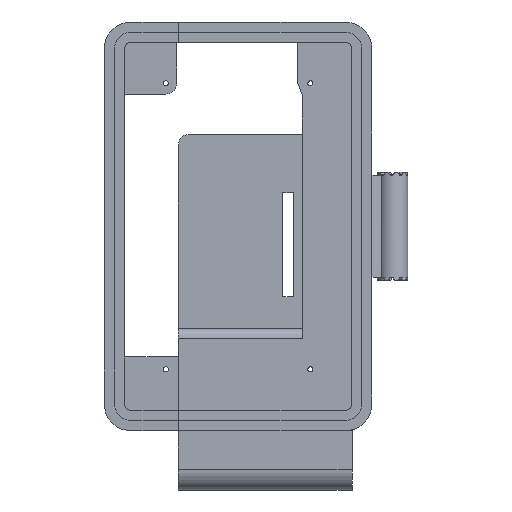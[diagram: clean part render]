
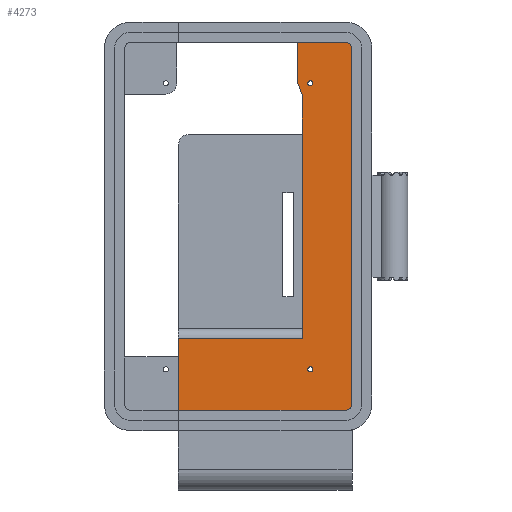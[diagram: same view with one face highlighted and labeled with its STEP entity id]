
A CAD part, top view. The second image highlights one B-rep face of the part: STEP entity #4273.
In plain terms, the highlighted planar face has unit normal (0, 0, 1).
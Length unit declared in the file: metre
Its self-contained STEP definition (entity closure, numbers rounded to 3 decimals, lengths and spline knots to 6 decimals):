
#265=LINE('',#5814,#462);
#268=LINE('',#5820,#465);
#271=LINE('',#5826,#468);
#277=LINE('',#5843,#474);
#308=LINE('',#5934,#505);
#316=LINE('',#5948,#513);
#321=LINE('',#5957,#518);
#322=LINE('',#5958,#519);
#462=VECTOR('',#4949,1.);
#465=VECTOR('',#4954,1.);
#468=VECTOR('',#4959,1.);
#474=VECTOR('',#4973,1.);
#505=VECTOR('',#5074,1.);
#513=VECTOR('',#5086,1.);
#518=VECTOR('',#5093,1.);
#519=VECTOR('',#5094,1.);
#1299=ORIENTED_EDGE('',*,*,#2510,.T.);
#1300=ORIENTED_EDGE('',*,*,#2509,.T.);
#1301=ORIENTED_EDGE('',*,*,#2557,.T.);
#1302=ORIENTED_EDGE('',*,*,#2562,.F.);
#1303=ORIENTED_EDGE('',*,*,#2507,.T.);
#1304=ORIENTED_EDGE('',*,*,#2504,.T.);
#1305=ORIENTED_EDGE('',*,*,#2501,.T.);
#1306=ORIENTED_EDGE('',*,*,#2563,.T.);
#1307=ORIENTED_EDGE('',*,*,#2496,.F.);
#1308=ORIENTED_EDGE('',*,*,#2493,.T.);
#1309=ORIENTED_EDGE('',*,*,#2490,.F.);
#1310=ORIENTED_EDGE('',*,*,#2549,.T.);
#2490=EDGE_CURVE('',#3156,#3157,#265,.T.);
#2493=EDGE_CURVE('',#3159,#3157,#268,.T.);
#2496=EDGE_CURVE('',#3159,#3161,#271,.T.);
#2501=EDGE_CURVE('',#3166,#3165,#3550,.T.);
#2504=EDGE_CURVE('',#3168,#3166,#277,.T.);
#2507=EDGE_CURVE('',#3170,#3168,#3552,.T.);
#2509=EDGE_CURVE('',#3171,#3171,#3553,.T.);
#2510=EDGE_CURVE('',#3172,#3172,#3554,.T.);
#2549=EDGE_CURVE('',#3156,#3192,#308,.T.);
#2557=EDGE_CURVE('',#3192,#3197,#316,.T.);
#2562=EDGE_CURVE('',#3170,#3197,#321,.T.);
#2563=EDGE_CURVE('',#3165,#3161,#322,.T.);
#3156=VERTEX_POINT('',#5813);
#3157=VERTEX_POINT('',#5815);
#3159=VERTEX_POINT('',#5821);
#3161=VERTEX_POINT('',#5827);
#3165=VERTEX_POINT('',#5836);
#3166=VERTEX_POINT('',#5838);
#3168=VERTEX_POINT('',#5844);
#3170=VERTEX_POINT('',#5850);
#3171=VERTEX_POINT('',#5854);
#3172=VERTEX_POINT('',#5857);
#3192=VERTEX_POINT('',#5933);
#3197=VERTEX_POINT('',#5949);
#3550=CIRCLE('',#4570,0.003);
#3552=CIRCLE('',#4574,0.003);
#3553=CIRCLE('',#4576,0.00125);
#3554=CIRCLE('',#4578,0.00125);
#3676=EDGE_LOOP('',(#1299));
#3677=EDGE_LOOP('',(#1300));
#3678=EDGE_LOOP('',(#1301,#1302,#1303,#1304,#1305,#1306,#1307,#1308,#1309,
#1310));
#3947=FACE_BOUND('',#3676,.T.);
#3948=FACE_BOUND('',#3677,.T.);
#3949=FACE_BOUND('',#3678,.T.);
#4181=PLANE('',#4609);
#4273=ADVANCED_FACE('',(#3947,#3948,#3949),#4181,.F.);
#4570=AXIS2_PLACEMENT_3D('',#5837,#4967,#4968);
#4574=AXIS2_PLACEMENT_3D('',#5849,#4979,#4980);
#4576=AXIS2_PLACEMENT_3D('',#5853,#4984,#4985);
#4578=AXIS2_PLACEMENT_3D('',#5856,#4988,#4989);
#4609=AXIS2_PLACEMENT_3D('',#5956,#5091,#5092);
#4949=DIRECTION('',(0.,1.,0.));
#4954=DIRECTION('',(0.345,-0.939,0.));
#4959=DIRECTION('',(0.,1.,0.));
#4967=DIRECTION('',(0.,0.,1.));
#4968=DIRECTION('',(1.,0.,0.));
#4973=DIRECTION('',(0.,1.,0.));
#4979=DIRECTION('',(0.,0.,1.));
#4980=DIRECTION('',(1.,0.,0.));
#4984=DIRECTION('',(0.,0.,-1.));
#4985=DIRECTION('',(-1.,0.,0.));
#4988=DIRECTION('',(0.,0.,-1.));
#4989=DIRECTION('',(-1.,0.,0.));
#5074=DIRECTION('',(-1.,0.,0.));
#5086=DIRECTION('',(0.,-1.,0.));
#5091=DIRECTION('',(0.,0.,-1.));
#5092=DIRECTION('',(1.,0.,0.));
#5093=DIRECTION('',(-1.,0.,0.));
#5094=DIRECTION('',(-1.,0.,0.));
#5813=CARTESIAN_POINT('',(0.0315,-0.055,-0.00875));
#5814=CARTESIAN_POINT('',(0.0315,0.00692,-0.00875));
#5815=CARTESIAN_POINT('',(0.0315,0.06384,-0.00875));
#5820=CARTESIAN_POINT('',(0.030368,0.06692,-0.00875));
#5821=CARTESIAN_POINT('',(0.029235,0.07,-0.00875));
#5826=CARTESIAN_POINT('',(0.029235,0.08,-0.00875));
#5827=CARTESIAN_POINT('',(0.029235,0.09,-0.00875));
#5836=CARTESIAN_POINT('',(0.0525,0.09,-0.00875));
#5837=CARTESIAN_POINT('',(0.0525,0.087,-0.00875));
#5838=CARTESIAN_POINT('',(0.0555,0.087,-0.00875));
#5843=CARTESIAN_POINT('',(0.0555,0.,-0.00875));
#5844=CARTESIAN_POINT('',(0.0555,-0.087,-0.00875));
#5849=CARTESIAN_POINT('',(0.0525,-0.087,-0.00875));
#5850=CARTESIAN_POINT('',(0.0525,-0.09,-0.00875));
#5853=CARTESIAN_POINT('',(0.035355,-0.07,-0.00875));
#5854=CARTESIAN_POINT('',(0.034105,-0.07,-0.00875));
#5856=CARTESIAN_POINT('',(0.035355,0.07,-0.00875));
#5857=CARTESIAN_POINT('',(0.034105,0.07,-0.00875));
#5933=CARTESIAN_POINT('',(-0.029235,-0.055,-0.00875));
#5934=CARTESIAN_POINT('',(-0.029235,-0.055,-0.00875));
#5948=CARTESIAN_POINT('',(-0.029235,-0.05692,-0.00875));
#5949=CARTESIAN_POINT('',(-0.029235,-0.09,-0.00875));
#5956=CARTESIAN_POINT('',(0.,0.,-0.00875));
#5957=CARTESIAN_POINT('',(0.,-0.09,-0.00875));
#5958=CARTESIAN_POINT('',(0.,0.09,-0.00875));
